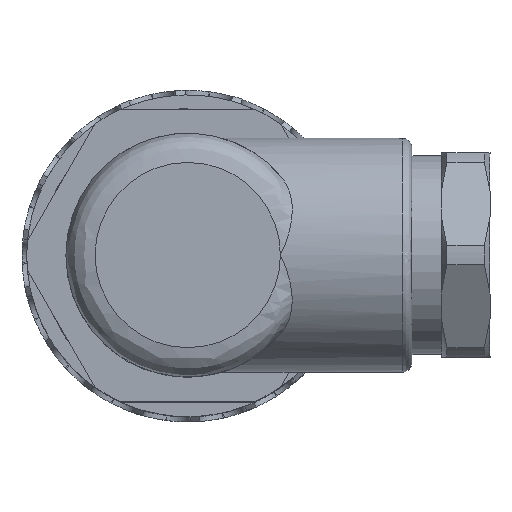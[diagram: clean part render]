
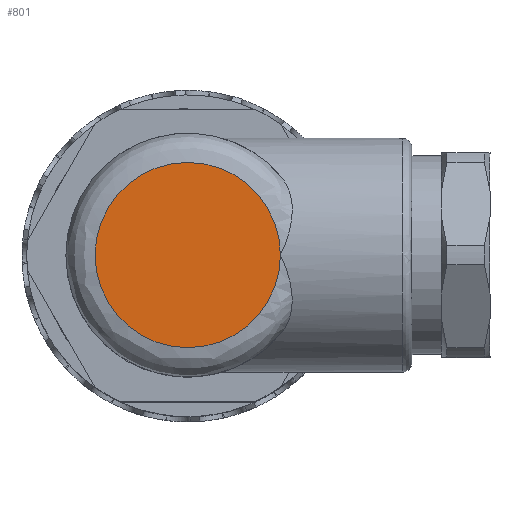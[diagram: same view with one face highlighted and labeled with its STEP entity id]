
A CAD part, top view. The second image highlights one B-rep face of the part: STEP entity #801.
In plain terms, the highlighted planar face has unit normal (0, 0, 1).
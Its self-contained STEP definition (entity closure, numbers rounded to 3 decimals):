
#497=PLANE('',#9116);
#801=ADVANCED_FACE('',(#1460),#497,.T.);
#1460=FACE_OUTER_BOUND('',#1953,.T.);
#1953=EDGE_LOOP('',(#3314,#3315));
#2447=CIRCLE('',#9114,9.5);
#2448=CIRCLE('',#9115,9.5);
#3314=ORIENTED_EDGE('',*,*,#6493,.T.);
#3315=ORIENTED_EDGE('',*,*,#6494,.T.);
#5544=VERTEX_POINT('',#12936);
#5545=VERTEX_POINT('',#12937);
#6493=EDGE_CURVE('',#5544,#5545,#2447,.T.);
#6494=EDGE_CURVE('',#5545,#5544,#2448,.T.);
#9114=AXIS2_PLACEMENT_3D('',#12935,#10337,#10338);
#9115=AXIS2_PLACEMENT_3D('',#12938,#10339,#10340);
#9116=AXIS2_PLACEMENT_3D('',#12939,#10341,#10342);
#10337=DIRECTION('',(0.,0.,1.));
#10338=DIRECTION('',(-1.,0.,0.));
#10339=DIRECTION('',(0.,0.,1.));
#10340=DIRECTION('',(1.,0.,0.));
#10341=DIRECTION('',(0.,0.,1.));
#10342=DIRECTION('',(-1.,0.,0.));
#12935=CARTESIAN_POINT('',(0.,0.,77.2));
#12936=CARTESIAN_POINT('',(-9.5,0.,77.2));
#12937=CARTESIAN_POINT('',(9.5,0.,77.2));
#12938=CARTESIAN_POINT('',(0.,0.,77.2));
#12939=CARTESIAN_POINT('',(9.925,13.75,77.2));
